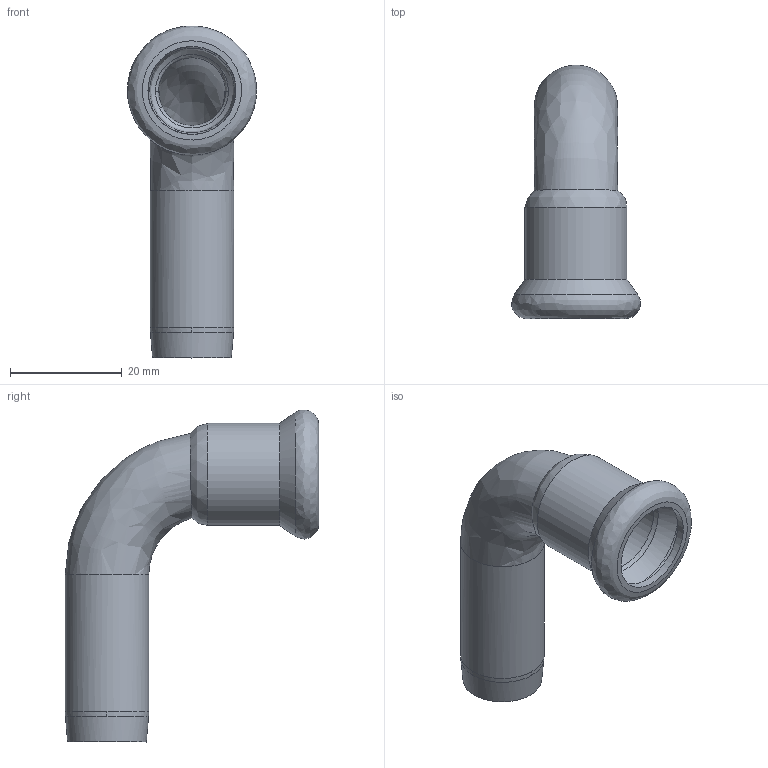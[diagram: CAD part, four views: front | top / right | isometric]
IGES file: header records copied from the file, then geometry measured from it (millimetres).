
Global section: file name: 30302; native system: Autodesk Inventor 2023; preprocessor: unknown; author: JANAN; date: 20240325.090510; units: millimetre
Bounding box: 23.18 x 45.5 x 59.55 mm (x, y, z)
Volume: 5681.1 mm3; surface area: 7648.7 mm2
Topology: 1 solids, 1 shells, 28 faces, 63 edges, 38 vertices
Faces by surface type: bspline 28
